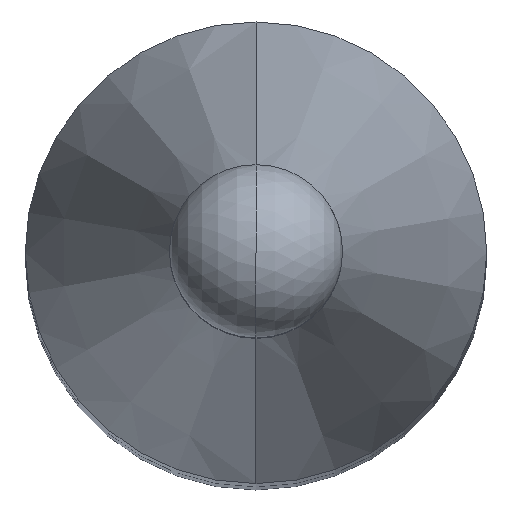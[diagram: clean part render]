
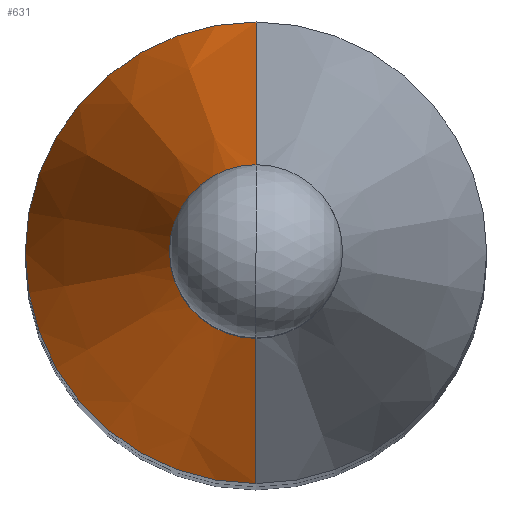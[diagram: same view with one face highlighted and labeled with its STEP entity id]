
A CAD part, top view. The second image highlights one B-rep face of the part: STEP entity #631.
In plain terms, the highlighted conical face has half-angle 15 degrees and reference radius 0.596 mm.
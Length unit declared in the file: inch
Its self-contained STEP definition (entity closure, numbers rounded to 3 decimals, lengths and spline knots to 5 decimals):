
#137 = ORIENTED_EDGE ( 'NONE', *, *, #613, .F. ) ;
#148 = CARTESIAN_POINT ( 'NONE',  ( 0., 0., -0.24974 ) ) ;
#319 = CARTESIAN_POINT ( 'NONE',  ( 0., 0.02345, -0.104 ) ) ;
#335 = EDGE_CURVE ( 'NONE', #537, #1017, #501, .T. ) ;
#340 = VECTOR ( 'NONE', #644, 39.37008 ) ;
#344 = CONICAL_SURFACE ( 'NONE', #1079, 0.02345, 0.262 ) ;
#353 = CARTESIAN_POINT ( 'NONE',  ( 0., 0., -0.104 ) ) ;
#413 = ORIENTED_EDGE ( 'NONE', *, *, #891, .T. ) ;
#422 = CIRCLE ( 'NONE', #612, 0.02345 ) ;
#439 = DIRECTION ( 'NONE',  ( 0., -1., 0. ) ) ;
#466 = DIRECTION ( 'NONE',  ( 0., 0., 1. ) ) ;
#473 = CARTESIAN_POINT ( 'NONE',  ( 0., 0.0625, -0.24974 ) ) ;
#482 = DIRECTION ( 'NONE',  ( 0., 0., 1. ) ) ;
#497 = CARTESIAN_POINT ( 'NONE',  ( 0., -0.02345, -0.104 ) ) ;
#501 = LINE ( 'NONE', #497, #1019 ) ;
#519 = VERTEX_POINT ( 'NONE', #473 ) ;
#529 = EDGE_CURVE ( 'NONE', #622, #519, #1088, .T. ) ;
#537 = VERTEX_POINT ( 'NONE', #1004 ) ;
#580 = CIRCLE ( 'NONE', #991, 0.0625 ) ;
#588 = ORIENTED_EDGE ( 'NONE', *, *, #529, .T. ) ;
#612 = AXIS2_PLACEMENT_3D ( 'NONE', #901, #466, #802 ) ;
#613 = EDGE_CURVE ( 'NONE', #622, #537, #422, .T. ) ;
#622 = VERTEX_POINT ( 'NONE', #787 ) ;
#631 = ADVANCED_FACE ( 'NONE', ( #962 ), #344, .T. ) ;
#644 = DIRECTION ( 'NONE',  ( 0., 0.259, -0.966 ) ) ;
#655 = DIRECTION ( 'NONE',  ( 0., -1., 0. ) ) ;
#678 = DIRECTION ( 'NONE',  ( 0., 0., -1. ) ) ;
#787 = CARTESIAN_POINT ( 'NONE',  ( 0., 0.02345, -0.104 ) ) ;
#802 = DIRECTION ( 'NONE',  ( 0., -1., 0. ) ) ;
#806 = EDGE_LOOP ( 'NONE', ( #137, #588, #413, #1081 ) ) ;
#891 = EDGE_CURVE ( 'NONE', #519, #1017, #580, .T. ) ;
#901 = CARTESIAN_POINT ( 'NONE',  ( 0., 0., -0.104 ) ) ;
#962 = FACE_OUTER_BOUND ( 'NONE', #806, .T. ) ;
#991 = AXIS2_PLACEMENT_3D ( 'NONE', #148, #482, #655 ) ;
#1004 = CARTESIAN_POINT ( 'NONE',  ( 0., -0.02345, -0.104 ) ) ;
#1013 = DIRECTION ( 'NONE',  ( 0., -0.259, -0.966 ) ) ;
#1017 = VERTEX_POINT ( 'NONE', #1045 ) ;
#1019 = VECTOR ( 'NONE', #1013, 39.37008 ) ;
#1045 = CARTESIAN_POINT ( 'NONE',  ( 0., -0.0625, -0.24974 ) ) ;
#1079 = AXIS2_PLACEMENT_3D ( 'NONE', #353, #678, #439 ) ;
#1081 = ORIENTED_EDGE ( 'NONE', *, *, #335, .F. ) ;
#1088 = LINE ( 'NONE', #319, #340 ) ;
